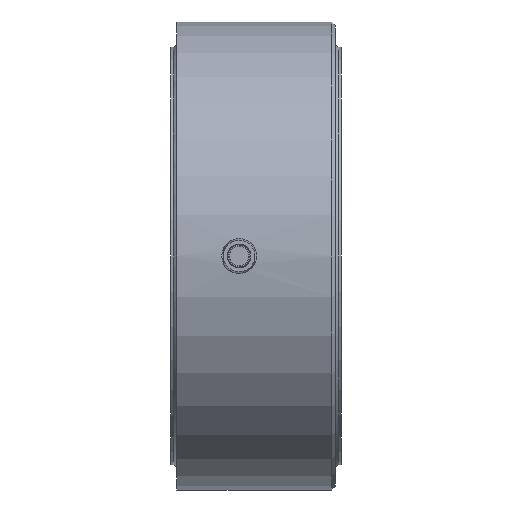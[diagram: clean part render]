
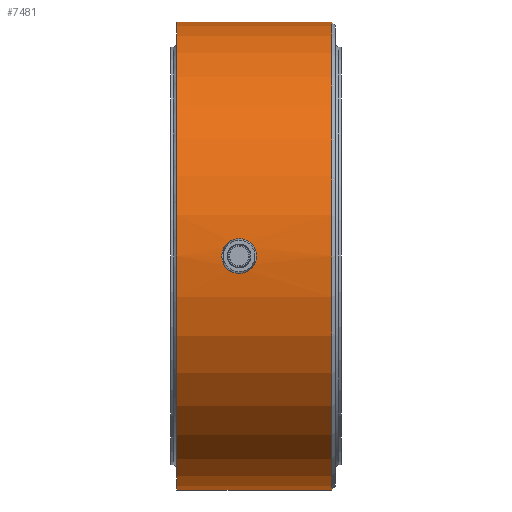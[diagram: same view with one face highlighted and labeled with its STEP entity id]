
A CAD part, left-side view. The second image highlights one B-rep face of the part: STEP entity #7481.
In plain terms, the highlighted cylindrical face has radius 47.625 mm (diameter 95.25 mm), a full revolution.
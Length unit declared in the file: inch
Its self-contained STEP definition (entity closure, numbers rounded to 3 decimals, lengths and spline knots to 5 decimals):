
#7405=CARTESIAN_POINT('',(2.625,0.,-0.45));
#7406=DIRECTION('',(0.0,0.0,-1.0));
#7407=DIRECTION('',(1.0,0.0,0.0));
#7408=AXIS2_PLACEMENT_3D('',#7405,#7406,#7407);
#7409=CYLINDRICAL_SURFACE('',#7408,1.875);
#7410=CARTESIAN_POINT('',(2.625,-1.875,0.74));
#7411=VERTEX_POINT('',#7410);
#7412=CARTESIAN_POINT('',(2.625,0.,0.74));
#7413=DIRECTION('',(0.0,0.0,1.0));
#7414=DIRECTION('',(0.0,1.0,0.0));
#7415=AXIS2_PLACEMENT_3D('',#7412,#7413,#7414);
#7416=CIRCLE('',#7415,1.875);
#7417=EDGE_CURVE('',#7411,#7411,#7416,.T.);
#7418=ORIENTED_EDGE('',*,*,#7417,.F.);
#7419=EDGE_LOOP('',(#7418));
#7420=FACE_OUTER_BOUND('',#7419,.T.);
#7421=CARTESIAN_POINT('',(0.75,0.,0.11));
#7422=VERTEX_POINT('',#7421);
#7423=CARTESIAN_POINT('',(0.75,0.,-0.11));
#7424=VERTEX_POINT('',#7423);
#7425=CARTESIAN_POINT('',(0.75,0.,0.11));
#7426=CARTESIAN_POINT('',(0.75,-0.01382,0.11));
#7427=CARTESIAN_POINT('',(0.75017,-0.02855,0.10724));
#7428=CARTESIAN_POINT('',(0.75078,-0.05565,0.09601));
#7429=CARTESIAN_POINT('',(0.75121,-0.06802,0.08755));
#7430=CARTESIAN_POINT('',(0.75202,-0.08755,0.06802));
#7431=CARTESIAN_POINT('',(0.75245,-0.09601,0.05565));
#7432=CARTESIAN_POINT('',(0.75306,-0.10724,0.02855));
#7433=CARTESIAN_POINT('',(0.75323,-0.11,0.01382));
#7434=CARTESIAN_POINT('',(0.75323,-0.11,-0.01382));
#7435=CARTESIAN_POINT('',(0.75306,-0.10724,-0.02855));
#7436=CARTESIAN_POINT('',(0.75245,-0.09601,-0.05565));
#7437=CARTESIAN_POINT('',(0.75202,-0.08755,-0.06802));
#7438=CARTESIAN_POINT('',(0.75121,-0.06802,-0.08755));
#7439=CARTESIAN_POINT('',(0.75078,-0.05565,-0.09601));
#7440=CARTESIAN_POINT('',(0.75017,-0.02855,-0.10724));
#7441=CARTESIAN_POINT('',(0.75,-0.01382,-0.11));
#7442=CARTESIAN_POINT('',(0.75,0.,-0.11));
#7443=B_SPLINE_CURVE_WITH_KNOTS('',3,(#7425,#7426,#7427,#7428,#7429,#7430,#7431,#7432,#7433,#7434,#7435,#7436,#7437,#7438,#7439,#7440,#7441,#7442),.UNSPECIFIED.,.F.,.U.,(4,2,2,2,2,2,2,2,4),(0.16578,0.20723,0.24867,0.29012,0.33157,0.37301,0.41446,0.4559,0.49735),.UNSPECIFIED.);
#7444=EDGE_CURVE('',#7422,#7424,#7443,.T.);
#7445=ORIENTED_EDGE('',*,*,#7444,.T.);
#7446=CARTESIAN_POINT('',(0.75,0.,-0.11));
#7447=CARTESIAN_POINT('',(0.75,0.01382,-0.11));
#7448=CARTESIAN_POINT('',(0.75017,0.02855,-0.10724));
#7449=CARTESIAN_POINT('',(0.75078,0.05565,-0.09601));
#7450=CARTESIAN_POINT('',(0.75121,0.06802,-0.08755));
#7451=CARTESIAN_POINT('',(0.75202,0.08755,-0.06802));
#7452=CARTESIAN_POINT('',(0.75245,0.09601,-0.05565));
#7453=CARTESIAN_POINT('',(0.75306,0.10724,-0.02855));
#7454=CARTESIAN_POINT('',(0.75323,0.11,-0.01382));
#7455=CARTESIAN_POINT('',(0.75323,0.11,0.));
#7456=CARTESIAN_POINT('',(0.75323,0.11,0.01382));
#7457=CARTESIAN_POINT('',(0.75306,0.10724,0.02855));
#7458=CARTESIAN_POINT('',(0.75245,0.09601,0.05565));
#7459=CARTESIAN_POINT('',(0.75202,0.08755,0.06802));
#7460=CARTESIAN_POINT('',(0.75121,0.06802,0.08755));
#7461=CARTESIAN_POINT('',(0.75078,0.05565,0.09601));
#7462=CARTESIAN_POINT('',(0.75017,0.02855,0.10724));
#7463=CARTESIAN_POINT('',(0.75,0.01382,0.11));
#7464=CARTESIAN_POINT('',(0.75,0.,0.11));
#7465=B_SPLINE_CURVE_WITH_KNOTS('',3,(#7446,#7447,#7448,#7449,#7450,#7451,#7452,#7453,#7454,#7455,#7456,#7457,#7458,#7459,#7460,#7461,#7462,#7463,#7464),.UNSPECIFIED.,.F.,.U.,(4,2,2,2,3,2,2,2,4),(0.49735,0.53879,0.58024,0.62169,0.66313,0.70458,0.74602,0.78747,0.82891),.UNSPECIFIED.);
#7466=EDGE_CURVE('',#7424,#7422,#7465,.T.);
#7467=ORIENTED_EDGE('',*,*,#7466,.T.);
#7468=EDGE_LOOP('',(#7445,#7467));
#7469=FACE_BOUND('',#7468,.T.);
#7470=CARTESIAN_POINT('',(0.75,0.,-0.5));
#7471=VERTEX_POINT('',#7470);
#7472=CARTESIAN_POINT('',(2.625,0.,-0.5));
#7473=DIRECTION('',(0.0,0.0,-1.0));
#7474=DIRECTION('',(1.0,0.0,0.0));
#7475=AXIS2_PLACEMENT_3D('',#7472,#7473,#7474);
#7476=CIRCLE('',#7475,1.875);
#7477=EDGE_CURVE('',#7471,#7471,#7476,.T.);
#7478=ORIENTED_EDGE('',*,*,#7477,.F.);
#7479=EDGE_LOOP('',(#7478));
#7480=FACE_BOUND('',#7479,.T.);
#7481=ADVANCED_FACE('',(#7420,#7469,#7480),#7409,.T.);
